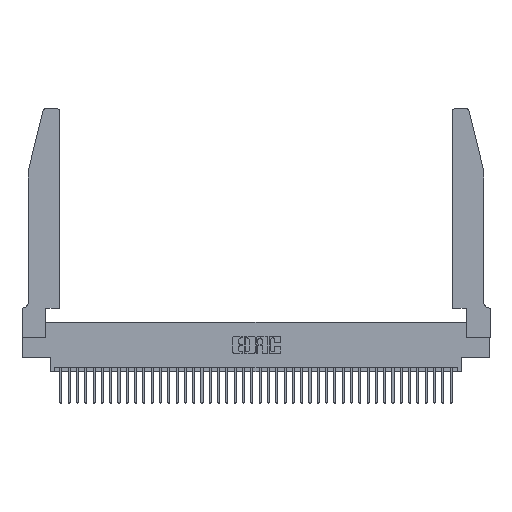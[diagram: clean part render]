
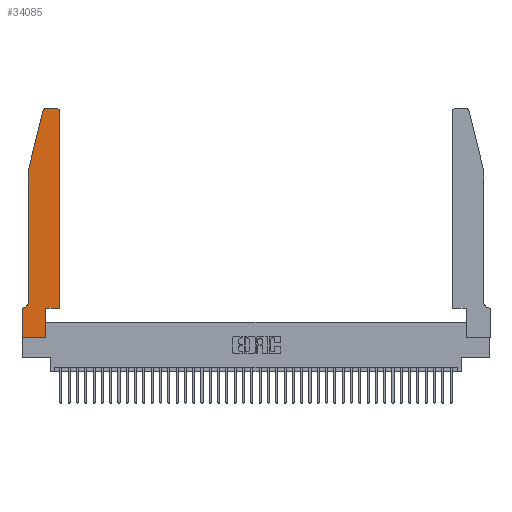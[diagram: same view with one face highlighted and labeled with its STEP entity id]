
A CAD part, top view. The second image highlights one B-rep face of the part: STEP entity #34085.
In plain terms, the highlighted planar face has unit normal (0, 0, 1).
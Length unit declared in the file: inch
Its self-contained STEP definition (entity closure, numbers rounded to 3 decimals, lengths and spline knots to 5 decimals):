
#124 = PLANE ( 'NONE',  #31790 ) ;
#412 = EDGE_CURVE ( 'NONE', #31900, #38813, #17300, .T. ) ;
#650 = ORIENTED_EDGE ( 'NONE', *, *, #12297, .T. ) ;
#1154 = CARTESIAN_POINT ( 'NONE',  ( 0.0755, 2., 0.37 ) ) ;
#1584 = VECTOR ( 'NONE', #11699, 39.37008 ) ;
#1927 = CARTESIAN_POINT ( 'NONE',  ( 0.0755, 0.42, 0.37 ) ) ;
#2727 = EDGE_CURVE ( 'NONE', #24046, #9899, #32251, .T. ) ;
#3377 = CARTESIAN_POINT ( 'NONE',  ( 0., 0.35, 0.37 ) ) ;
#3414 = ORIENTED_EDGE ( 'NONE', *, *, #13877, .T. ) ;
#3640 = DIRECTION ( 'NONE',  ( 1., 0., 0. ) ) ;
#3705 = CARTESIAN_POINT ( 'NONE',  ( 0.4205, 2.75, 0.37 ) ) ;
#3776 = CARTESIAN_POINT ( 'NONE',  ( 0.4505, 0.35, 0.37 ) ) ;
#3822 = CARTESIAN_POINT ( 'NONE',  ( 0.4505, 0.35, 0.37 ) ) ;
#3917 = CARTESIAN_POINT ( 'NONE',  ( 0.284, 2.72, 0.37 ) ) ;
#4549 = LINE ( 'NONE', #37460, #33782 ) ;
#4913 = ORIENTED_EDGE ( 'NONE', *, *, #12279, .T. ) ;
#8093 = DIRECTION ( 'NONE',  ( -1., 0., 0. ) ) ;
#8108 = LINE ( 'NONE', #1154, #11618 ) ;
#8195 = VERTEX_POINT ( 'NONE', #17699 ) ;
#8214 = EDGE_CURVE ( 'NONE', #11373, #8195, #16460, .T. ) ;
#8855 = CARTESIAN_POINT ( 'NONE',  ( 0., 0., 0.37 ) ) ;
#9659 = CARTESIAN_POINT ( 'NONE',  ( 0., 0.35, 0.37 ) ) ;
#9899 = VERTEX_POINT ( 'NONE', #9659 ) ;
#10466 = CARTESIAN_POINT ( 'NONE',  ( 0.0755, 2., 0.37 ) ) ;
#10627 = VECTOR ( 'NONE', #8093, 39.37008 ) ;
#10852 = CARTESIAN_POINT ( 'NONE',  ( 0., 0., 0.37 ) ) ;
#10963 = DIRECTION ( 'NONE',  ( 0., 0., 1. ) ) ;
#11373 = VERTEX_POINT ( 'NONE', #3705 ) ;
#11604 = ORIENTED_EDGE ( 'NONE', *, *, #35566, .T. ) ;
#11618 = VECTOR ( 'NONE', #23700, 39.37008 ) ;
#11699 = DIRECTION ( 'NONE',  ( 1., 0., 0. ) ) ;
#12243 = DIRECTION ( 'NONE',  ( 0., 0., -1. ) ) ;
#12279 = EDGE_CURVE ( 'NONE', #28124, #31900, #39925, .T. ) ;
#12297 = EDGE_CURVE ( 'NONE', #34342, #24046, #16687, .T. ) ;
#12827 = CARTESIAN_POINT ( 'NONE',  ( 0.0755, 2., 0.37 ) ) ;
#13090 = EDGE_CURVE ( 'NONE', #38813, #28310, #4549, .T. ) ;
#13193 = CARTESIAN_POINT ( 'NONE',  ( 0.2865, 0., 0.37 ) ) ;
#13877 = EDGE_CURVE ( 'NONE', #8195, #41089, #20098, .T. ) ;
#14108 = CARTESIAN_POINT ( 'NONE',  ( 0.2865, 0.35, 0.37 ) ) ;
#14277 = EDGE_CURVE ( 'NONE', #21884, #11373, #30181, .T. ) ;
#16031 = DIRECTION ( 'NONE',  ( 0., -1., 0. ) ) ;
#16086 = EDGE_CURVE ( 'NONE', #28310, #21884, #34540, .T. ) ;
#16460 = LINE ( 'NONE', #38872, #22006 ) ;
#16687 = CIRCLE ( 'NONE', #35294, 0.07 ) ;
#17204 = ORIENTED_EDGE ( 'NONE', *, *, #8214, .T. ) ;
#17300 = LINE ( 'NONE', #27856, #33469 ) ;
#17377 = VECTOR ( 'NONE', #22976, 39.37008 ) ;
#17699 = CARTESIAN_POINT ( 'NONE',  ( 0.284, 2.75, 0.37 ) ) ;
#17911 = CARTESIAN_POINT ( 'NONE',  ( 0.0055, 0.35, 0.37 ) ) ;
#18694 = DIRECTION ( 'NONE',  ( -1., 0., 0. ) ) ;
#19136 = CARTESIAN_POINT ( 'NONE',  ( 0., 0., 0.37 ) ) ;
#19142 = VECTOR ( 'NONE', #36517, 39.37008 ) ;
#19574 = VERTEX_POINT ( 'NONE', #10466 ) ;
#19952 = DIRECTION ( 'NONE',  ( 0., 0., 1. ) ) ;
#20098 = CIRCLE ( 'NONE', #24816, 0.03 ) ;
#21884 = VERTEX_POINT ( 'NONE', #22055 ) ;
#22006 = VECTOR ( 'NONE', #25722, 39.37008 ) ;
#22055 = CARTESIAN_POINT ( 'NONE',  ( 0.4505, 2.72, 0.37 ) ) ;
#22976 = DIRECTION ( 'NONE',  ( 0., 1., 0. ) ) ;
#23359 = LINE ( 'NONE', #12827, #30946 ) ;
#23700 = DIRECTION ( 'NONE',  ( -0.239, -0.971, 0. ) ) ;
#24046 = VERTEX_POINT ( 'NONE', #17911 ) ;
#24816 = AXIS2_PLACEMENT_3D ( 'NONE', #3917, #19952, #3640 ) ;
#24906 = ORIENTED_EDGE ( 'NONE', *, *, #14277, .T. ) ;
#24993 = ORIENTED_EDGE ( 'NONE', *, *, #16086, .T. ) ;
#25722 = DIRECTION ( 'NONE',  ( -1., 0., 0. ) ) ;
#26364 = DIRECTION ( 'NONE',  ( 0., 0., 1. ) ) ;
#26983 = EDGE_CURVE ( 'NONE', #41089, #19574, #8108, .T. ) ;
#27420 = CARTESIAN_POINT ( 'NONE',  ( 0.0755, 0.35, 0.37 ) ) ;
#27480 = DIRECTION ( 'NONE',  ( 1., 0., 0. ) ) ;
#27856 = CARTESIAN_POINT ( 'NONE',  ( 0.2865, 0.35, 0.37 ) ) ;
#28124 = VERTEX_POINT ( 'NONE', #19136 ) ;
#28283 = LINE ( 'NONE', #10852, #19142 ) ;
#28310 = VERTEX_POINT ( 'NONE', #3776 ) ;
#28362 = CARTESIAN_POINT ( 'NONE',  ( 0.25487, 2.72718, 0.37 ) ) ;
#29610 = DIRECTION ( 'NONE',  ( 1., 0., 0. ) ) ;
#30012 = DIRECTION ( 'NONE',  ( 1., 0., 0. ) ) ;
#30181 = CIRCLE ( 'NONE', #31290, 0.03 ) ;
#30429 = FACE_OUTER_BOUND ( 'NONE', #36880, .T. ) ;
#30946 = VECTOR ( 'NONE', #16031, 39.37008 ) ;
#31290 = AXIS2_PLACEMENT_3D ( 'NONE', #32690, #26364, #29610 ) ;
#31790 = AXIS2_PLACEMENT_3D ( 'NONE', #3377, #10963, #30012 ) ;
#31817 = ORIENTED_EDGE ( 'NONE', *, *, #26983, .T. ) ;
#31900 = VERTEX_POINT ( 'NONE', #13193 ) ;
#32251 = LINE ( 'NONE', #27420, #10627 ) ;
#32690 = CARTESIAN_POINT ( 'NONE',  ( 0.4205, 2.72, 0.37 ) ) ;
#33469 = VECTOR ( 'NONE', #41096, 39.37008 ) ;
#33782 = VECTOR ( 'NONE', #27480, 39.37008 ) ;
#33815 = EDGE_CURVE ( 'NONE', #19574, #34342, #23359, .T. ) ;
#34085 = ADVANCED_FACE ( 'NONE', ( #30429 ), #124, .T. ) ;
#34342 = VERTEX_POINT ( 'NONE', #1927 ) ;
#34394 = ORIENTED_EDGE ( 'NONE', *, *, #13090, .T. ) ;
#34540 = LINE ( 'NONE', #3822, #17377 ) ;
#35294 = AXIS2_PLACEMENT_3D ( 'NONE', #35363, #12243, #18694 ) ;
#35363 = CARTESIAN_POINT ( 'NONE',  ( 0.0055, 0.42, 0.37 ) ) ;
#35566 = EDGE_CURVE ( 'NONE', #9899, #28124, #28283, .T. ) ;
#36517 = DIRECTION ( 'NONE',  ( 0., -1., 0. ) ) ;
#36631 = ORIENTED_EDGE ( 'NONE', *, *, #2727, .T. ) ;
#36880 = EDGE_LOOP ( 'NONE', ( #17204, #3414, #31817, #40701, #650, #36631, #11604, #4913, #40173, #34394, #24993, #24906 ) ) ;
#37460 = CARTESIAN_POINT ( 'NONE',  ( 0.4505, 0.35, 0.37 ) ) ;
#38813 = VERTEX_POINT ( 'NONE', #14108 ) ;
#38872 = CARTESIAN_POINT ( 'NONE',  ( 0.2605, 2.75, 0.37 ) ) ;
#39925 = LINE ( 'NONE', #8855, #1584 ) ;
#40173 = ORIENTED_EDGE ( 'NONE', *, *, #412, .T. ) ;
#40701 = ORIENTED_EDGE ( 'NONE', *, *, #33815, .T. ) ;
#41089 = VERTEX_POINT ( 'NONE', #28362 ) ;
#41096 = DIRECTION ( 'NONE',  ( 0., 1., 0. ) ) ;
